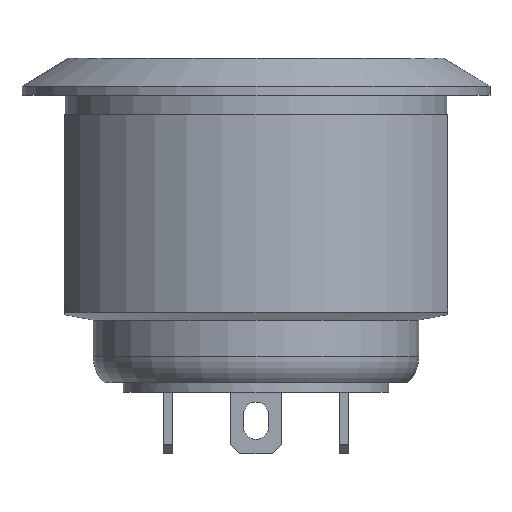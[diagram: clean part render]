
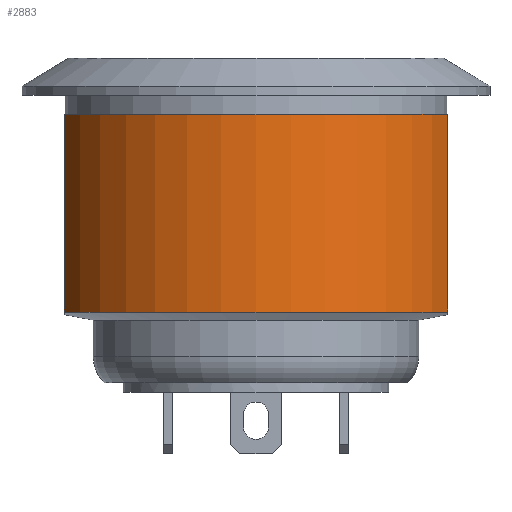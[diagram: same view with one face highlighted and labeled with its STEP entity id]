
A CAD part, front view. The second image highlights one B-rep face of the part: STEP entity #2883.
In plain terms, the highlighted cylindrical face has radius 11 mm (diameter 22 mm), a partial arc.
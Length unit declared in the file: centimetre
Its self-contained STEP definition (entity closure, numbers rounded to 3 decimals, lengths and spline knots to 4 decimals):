
#35=CYLINDRICAL_SURFACE('',#3146,1.1);
#205=FACE_OUTER_BOUND('',#377,.T.);
#377=EDGE_LOOP('',(#2567,#2568,#2569,#2570));
#486=CIRCLE('',#3143,1.1);
#489=CIRCLE('',#3147,1.1);
#791=LINE('',#4783,#1092);
#796=LINE('',#4797,#1097);
#1092=VECTOR('',#3926,1.);
#1097=VECTOR('',#3933,1.);
#1362=VERTEX_POINT('',#4777);
#1364=VERTEX_POINT('',#4782);
#1367=VERTEX_POINT('',#4789);
#1369=VERTEX_POINT('',#4795);
#1765=EDGE_CURVE('',#1364,#1362,#791,.T.);
#1771=EDGE_CURVE('',#1367,#1369,#796,.T.);
#1772=EDGE_CURVE('',#1364,#1369,#486,.T.);
#1775=EDGE_CURVE('',#1362,#1367,#489,.T.);
#2567=ORIENTED_EDGE('',*,*,#1765,.T.);
#2568=ORIENTED_EDGE('',*,*,#1775,.T.);
#2569=ORIENTED_EDGE('',*,*,#1771,.T.);
#2570=ORIENTED_EDGE('',*,*,#1772,.F.);
#2883=ADVANCED_FACE('',(#205),#35,.T.);
#3143=AXIS2_PLACEMENT_3D('',#4799,#3936,#3937);
#3146=AXIS2_PLACEMENT_3D('',#4803,#3942,#3943);
#3147=AXIS2_PLACEMENT_3D('',#4804,#3944,#3945);
#3926=DIRECTION('',(0.,0.,-1.));
#3933=DIRECTION('',(0.,0.,1.));
#3936=DIRECTION('center_axis',(0.,0.,1.));
#3937=DIRECTION('ref_axis',(0.,-1.,0.));
#3942=DIRECTION('center_axis',(0.,0.,1.));
#3943=DIRECTION('ref_axis',(0.,-1.,0.));
#3944=DIRECTION('center_axis',(0.,0.,1.));
#3945=DIRECTION('ref_axis',(0.,-1.,0.));
#4777=CARTESIAN_POINT('',(-1.025,-0.3992,-1.1567));
#4782=CARTESIAN_POINT('',(-1.025,-0.3992,-0.1));
#4783=CARTESIAN_POINT('',(-1.025,-0.3992,-0.6283));
#4789=CARTESIAN_POINT('',(1.025,-0.3992,-1.1567));
#4795=CARTESIAN_POINT('',(1.025,-0.3992,-0.1));
#4797=CARTESIAN_POINT('',(1.025,-0.3992,-0.6283));
#4799=CARTESIAN_POINT('Origin',(0.,0.,-0.1));
#4803=CARTESIAN_POINT('Origin',(0.,0.,-0.6283));
#4804=CARTESIAN_POINT('Origin',(0.,0.,-1.1567));
